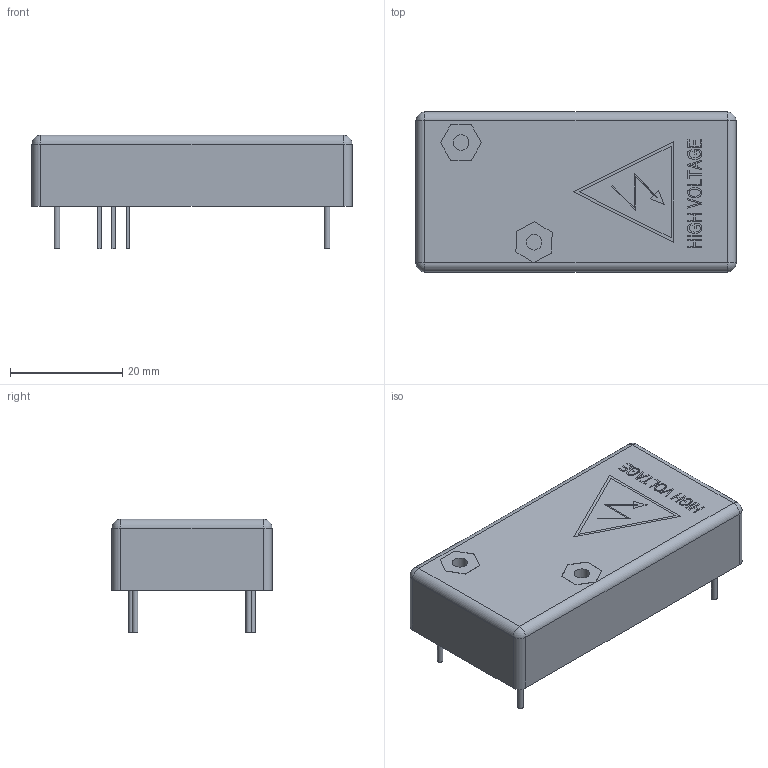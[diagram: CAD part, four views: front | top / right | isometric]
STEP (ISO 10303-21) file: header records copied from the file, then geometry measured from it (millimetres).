
FILE_DESCRIPTION(/* description */ (''),/* implementation_level */ '2;1');
FILE_NAME(/* name */ 'DCDC_XPPOWER_FS_WithSMART.stp',/* time_stamp */ '2017-06-28T15:06:24+02:00',/* author */ ('riccim'),/* organization */ ('SolidWorks'),/* preprocessor_version */ 'ST-DEVELOPER v16.5',/* originating_system */ 'AutoCAD Mechanical',/* authorisation */ ' ');
FILE_SCHEMA (('AUTOMOTIVE_DESIGN { 1 0 10303 214 3 1 1 }'));
Length unit declared in the file: millimetre
Products named in the file (1): Product
Bounding box: 57.15 x 28.57 x 20.32 mm (x, y, z)
Volume: 20575.2 mm3; surface area: 6640.6 mm2
Topology: 35 solids, 35 shells, 1349 faces, 3736 edges, 2484 vertices
Faces by surface type: plane 1331, cylinder 14, sphere 4
Full cylindrical faces by diameter (mm): 1.016 x4, 2.794 x2
Entity records: 42128 total; most frequent: CARTESIAN_POINT 7560, ORIENTED_EDGE 7452, DIRECTION 6454, EDGE_CURVE 3726, LINE 3698, VECTOR 3698, VERTEX_POINT 2484, EDGE_LOOP 1400
